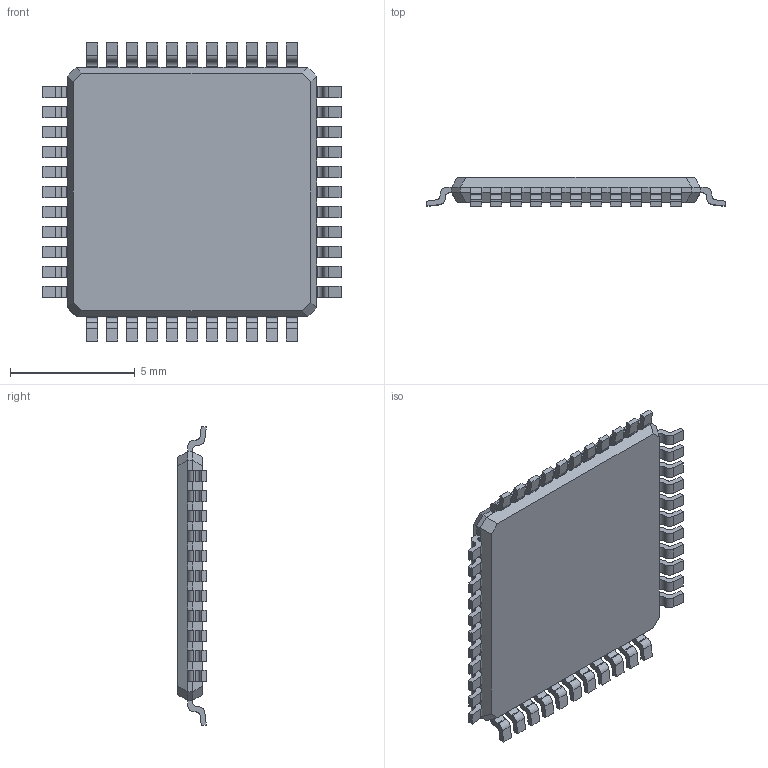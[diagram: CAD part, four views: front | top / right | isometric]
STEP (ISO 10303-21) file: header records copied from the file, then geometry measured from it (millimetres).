
FILE_DESCRIPTION (( 'STEP AP214' ), '1' );
FILE_NAME ('User Library-TQFP44-2.STEP', '2012-09-14T05:03:12', ( 'sysAdmin' ), ( 'SolidWorks' ), 'SwSTEP 2.0', 'SolidWorks 2012', '' );
FILE_SCHEMA (( 'AUTOMOTIVE_DESIGN' ));
Length unit declared in the file: millimetre
Products named in the file (1): User Library-TQFP44-2
Bounding box: 12.02 x 1.15 x 12.02 mm (x, y, z)
Volume: 101.6 mm3; surface area: 303.8 mm2
Topology: 3 solids, 3 shells, 882 faces, 2376 edges, 1528 vertices
Faces by surface type: plane 630, cylinder 176, bspline 74, cone 2
Entity records: 41106 total; most frequent: CARTESIAN_POINT 9485, ORIENTED_EDGE 4752, DIRECTION 4202, EDGE_CURVE 2376, LINE 1872, VECTOR 1872, VERTEX_POINT 1528, AXIS2_PLACEMENT_3D 1165
